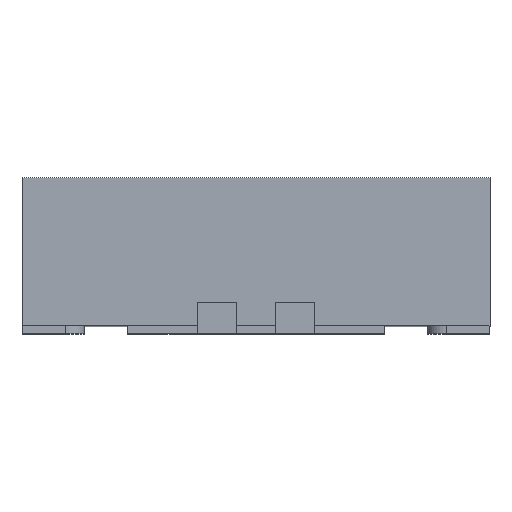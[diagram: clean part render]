
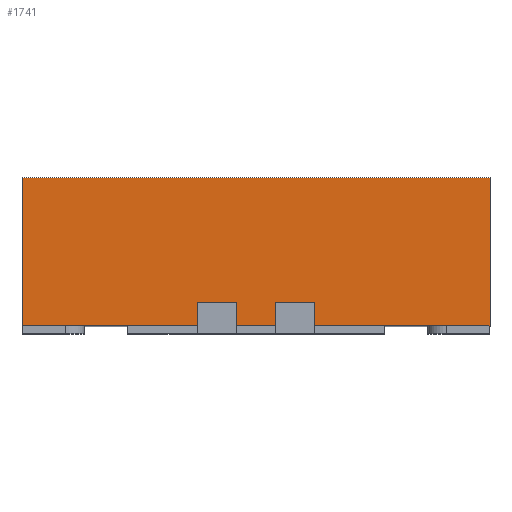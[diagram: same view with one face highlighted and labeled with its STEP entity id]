
A CAD part, top view. The second image highlights one B-rep face of the part: STEP entity #1741.
In plain terms, the highlighted planar face has unit normal (0, 0, 1).
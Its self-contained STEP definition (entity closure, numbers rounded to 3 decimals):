
#16 = EDGE_CURVE ( 'NONE', #2398, #1412, #1059, .T. ) ;
#67 = DIRECTION ( 'NONE',  ( 0., -1., 0. ) ) ;
#107 = DIRECTION ( 'NONE',  ( 0., -1., 0. ) ) ;
#235 = VECTOR ( 'NONE', #676, 1000. ) ;
#282 = CARTESIAN_POINT ( 'NONE',  ( 1.5, 0., 1.5 ) ) ;
#289 = PLANE ( 'NONE',  #2898 ) ;
#307 = ORIENTED_EDGE ( 'NONE', *, *, #1654, .F. ) ;
#367 = EDGE_CURVE ( 'NONE', #2398, #1254, #3612, .T. ) ;
#399 = LINE ( 'NONE', #1421, #4532 ) ;
#415 = VECTOR ( 'NONE', #3177, 1000. ) ;
#416 = EDGE_CURVE ( 'NONE', #3822, #2149, #1119, .T. ) ;
#463 = VERTEX_POINT ( 'NONE', #1520 ) ;
#489 = CARTESIAN_POINT ( 'NONE',  ( -0.375, 0.15, 1.5 ) ) ;
#515 = CARTESIAN_POINT ( 'NONE',  ( 1.5, 0., 1.5 ) ) ;
#538 = EDGE_CURVE ( 'NONE', #4038, #636, #3605, .T. ) ;
#561 = VERTEX_POINT ( 'NONE', #3804 ) ;
#615 = EDGE_CURVE ( 'NONE', #2319, #2170, #3323, .T. ) ;
#636 = VERTEX_POINT ( 'NONE', #4599 ) ;
#655 = DIRECTION ( 'NONE',  ( -1., 0., 0. ) ) ;
#676 = DIRECTION ( 'NONE',  ( 0., -1., 0. ) ) ;
#792 = CARTESIAN_POINT ( 'NONE',  ( 0.125, 0., 1.5 ) ) ;
#966 = EDGE_CURVE ( 'NONE', #3822, #463, #4398, .T. ) ;
#987 = ORIENTED_EDGE ( 'NONE', *, *, #966, .F. ) ;
#994 = VERTEX_POINT ( 'NONE', #792 ) ;
#1059 = LINE ( 'NONE', #1307, #3339 ) ;
#1091 = FACE_OUTER_BOUND ( 'NONE', #3311, .T. ) ;
#1119 = LINE ( 'NONE', #1231, #4121 ) ;
#1222 = CARTESIAN_POINT ( 'NONE',  ( -0.125, 0., 1.5 ) ) ;
#1231 = CARTESIAN_POINT ( 'NONE',  ( -0.125, 0.15, 1.5 ) ) ;
#1243 = EDGE_CURVE ( 'NONE', #561, #4038, #1767, .T. ) ;
#1254 = VERTEX_POINT ( 'NONE', #3955 ) ;
#1307 = CARTESIAN_POINT ( 'NONE',  ( 0.125, 0.15, 1.5 ) ) ;
#1364 = CARTESIAN_POINT ( 'NONE',  ( 0.125, 0.15, 1.5 ) ) ;
#1374 = DIRECTION ( 'NONE',  ( 1., 0., 0. ) ) ;
#1393 = DIRECTION ( 'NONE',  ( 1., 0., 0. ) ) ;
#1412 = VERTEX_POINT ( 'NONE', #3027 ) ;
#1421 = CARTESIAN_POINT ( 'NONE',  ( 1.5, 0., 1.5 ) ) ;
#1441 = ORIENTED_EDGE ( 'NONE', *, *, #615, .F. ) ;
#1520 = CARTESIAN_POINT ( 'NONE',  ( -0.375, 0.15, 1.5 ) ) ;
#1548 = ORIENTED_EDGE ( 'NONE', *, *, #1243, .T. ) ;
#1600 = DIRECTION ( 'NONE',  ( 1., 0., 0. ) ) ;
#1613 = VECTOR ( 'NONE', #1600, 1000. ) ;
#1633 = CARTESIAN_POINT ( 'NONE',  ( 1.5, 0.95, 1.5 ) ) ;
#1642 = ORIENTED_EDGE ( 'NONE', *, *, #416, .T. ) ;
#1654 = EDGE_CURVE ( 'NONE', #561, #2319, #4462, .T. ) ;
#1670 = CARTESIAN_POINT ( 'NONE',  ( -1.5, 0., 1.5 ) ) ;
#1678 = EDGE_CURVE ( 'NONE', #1412, #994, #3645, .T. ) ;
#1741 = ADVANCED_FACE ( 'NONE', ( #1091 ), #289, .F. ) ;
#1767 = LINE ( 'NONE', #2843, #235 ) ;
#2068 = DIRECTION ( 'NONE',  ( 0., -1., 0. ) ) ;
#2098 = CARTESIAN_POINT ( 'NONE',  ( 1.5, 0., 1.5 ) ) ;
#2149 = VERTEX_POINT ( 'NONE', #1222 ) ;
#2170 = VERTEX_POINT ( 'NONE', #2098 ) ;
#2242 = VECTOR ( 'NONE', #2068, 1000. ) ;
#2287 = DIRECTION ( 'NONE',  ( 0., -1., 0. ) ) ;
#2319 = VERTEX_POINT ( 'NONE', #2523 ) ;
#2371 = ORIENTED_EDGE ( 'NONE', *, *, #16, .F. ) ;
#2398 = VERTEX_POINT ( 'NONE', #3411 ) ;
#2494 = DIRECTION ( 'NONE',  ( 0., 0., -1. ) ) ;
#2523 = CARTESIAN_POINT ( 'NONE',  ( 1.5, 0.95, 1.5 ) ) ;
#2607 = CARTESIAN_POINT ( 'NONE',  ( -0.125, 0.15, 1.5 ) ) ;
#2627 = EDGE_CURVE ( 'NONE', #1254, #2170, #2950, .T. ) ;
#2690 = ORIENTED_EDGE ( 'NONE', *, *, #4564, .F. ) ;
#2704 = CARTESIAN_POINT ( 'NONE',  ( 1.5, 0.95, 1.5 ) ) ;
#2812 = ORIENTED_EDGE ( 'NONE', *, *, #367, .T. ) ;
#2843 = CARTESIAN_POINT ( 'NONE',  ( -1.5, 0.95, 1.5 ) ) ;
#2894 = ORIENTED_EDGE ( 'NONE', *, *, #3017, .T. ) ;
#2898 = AXIS2_PLACEMENT_3D ( 'NONE', #3562, #2494, #655 ) ;
#2950 = LINE ( 'NONE', #282, #4144 ) ;
#2955 = VECTOR ( 'NONE', #3078, 1000. ) ;
#3017 = EDGE_CURVE ( 'NONE', #2149, #994, #399, .T. ) ;
#3027 = CARTESIAN_POINT ( 'NONE',  ( 0.125, 0.15, 1.5 ) ) ;
#3078 = DIRECTION ( 'NONE',  ( 1., 0., 0. ) ) ;
#3177 = DIRECTION ( 'NONE',  ( 0., -1., 0. ) ) ;
#3307 = VECTOR ( 'NONE', #107, 1000. ) ;
#3311 = EDGE_LOOP ( 'NONE', ( #2894, #4040, #2371, #2812, #3765, #1441, #307, #1548, #3685, #2690, #987, #1642 ) ) ;
#3323 = LINE ( 'NONE', #1633, #2242 ) ;
#3339 = VECTOR ( 'NONE', #4206, 1000. ) ;
#3384 = CARTESIAN_POINT ( 'NONE',  ( 0.375, 0.15, 1.5 ) ) ;
#3411 = CARTESIAN_POINT ( 'NONE',  ( 0.375, 0.15, 1.5 ) ) ;
#3562 = CARTESIAN_POINT ( 'NONE',  ( 1.5, 0.95, 1.5 ) ) ;
#3605 = LINE ( 'NONE', #515, #1613 ) ;
#3612 = LINE ( 'NONE', #3384, #3719 ) ;
#3636 = DIRECTION ( 'NONE',  ( -1., 0., 0. ) ) ;
#3645 = LINE ( 'NONE', #1364, #415 ) ;
#3654 = CARTESIAN_POINT ( 'NONE',  ( -0.125, 0.15, 1.5 ) ) ;
#3685 = ORIENTED_EDGE ( 'NONE', *, *, #538, .T. ) ;
#3719 = VECTOR ( 'NONE', #2287, 1000. ) ;
#3765 = ORIENTED_EDGE ( 'NONE', *, *, #2627, .T. ) ;
#3804 = CARTESIAN_POINT ( 'NONE',  ( -1.5, 0.95, 1.5 ) ) ;
#3822 = VERTEX_POINT ( 'NONE', #3654 ) ;
#3955 = CARTESIAN_POINT ( 'NONE',  ( 0.375, 0., 1.5 ) ) ;
#4038 = VERTEX_POINT ( 'NONE', #1670 ) ;
#4040 = ORIENTED_EDGE ( 'NONE', *, *, #1678, .F. ) ;
#4052 = VECTOR ( 'NONE', #3636, 1000. ) ;
#4121 = VECTOR ( 'NONE', #67, 1000. ) ;
#4144 = VECTOR ( 'NONE', #1374, 1000. ) ;
#4206 = DIRECTION ( 'NONE',  ( -1., 0., 0. ) ) ;
#4398 = LINE ( 'NONE', #2607, #4052 ) ;
#4462 = LINE ( 'NONE', #2704, #2955 ) ;
#4497 = LINE ( 'NONE', #489, #3307 ) ;
#4532 = VECTOR ( 'NONE', #1393, 1000. ) ;
#4564 = EDGE_CURVE ( 'NONE', #463, #636, #4497, .T. ) ;
#4599 = CARTESIAN_POINT ( 'NONE',  ( -0.375, 0., 1.5 ) ) ;
